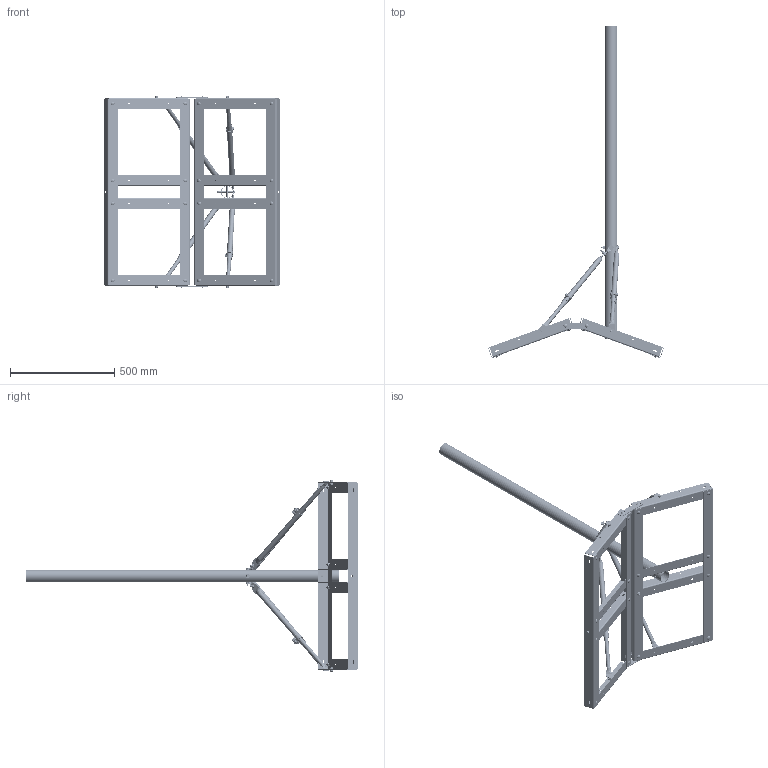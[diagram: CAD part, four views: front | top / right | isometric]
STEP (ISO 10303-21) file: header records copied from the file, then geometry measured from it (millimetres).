
FILE_DESCRIPTION (( 'STEP AP214' ), '1' );
FILE_NAME ('FMPRM1_3D.step', '2023-01-20T18:28:27', ( '' ), ( '' ), 'SwSTEP 2.0', 'SolidWorks 2022', '' );
FILE_SCHEMA (( 'AUTOMOTIVE_DESIGN' ));
Length unit declared in the file: inch
Products named in the file (26): Mounting Base^FMPRM1; Mast Pole^FMPRM1; 5_16-18x3_4 HH Screw^FMPRM1; 5_16-18 Washer^FMPRM1; 12x3_4 Metal Tek Screw^FMPRM1; 5_16-18x3_4 Round FH Square Screw^Mounting Base_FMPRM1; Link Bracket^FMPRM1; 5_16-18 Nylon Nut^Adjustable Rod_FMPRM1; 5_16-18 Nylon Nut^FMPRM1; Mounting Base Long^Mounting Base_FMPRM1; Adjustable Rod Arm Bend^FMPRM1; FMPRM1_3D; 5_16-18x3-1_8in HH Cap Screw^FMPRM1; Part2^Adjustable Rod_FMPRM1; Copy of Screw^FMPRM1; 5_16-18 Washer^Mounting Base_FMPRM1; Part3^Adjustable Rod_FMPRM1; 5_16-18x3_4 Round FH Square Screw^FMPRM1; Mounting Base Short^Mounting Base_FMPRM1; Screw^Adjustable Rod_FMPRM1; Clamp^FMPRM1; Adjustable Rod Arm^FMPRM1; Adjustable Rod^FMPRM1; Support Plate^FMPRM1; Part4^Adjustable Rod_FMPRM1; 5_16-18 Nylon Nut^Mounting Base_FMPRM1
Assembly tree (101 placements, depth 3):
  FMPRM1_3D
    Mast Pole^FMPRM1
    Mounting Base^FMPRM1  x2
      Mounting Base Long^Mounting Base_FMPRM1
      Mounting Base Short^Mounting Base_FMPRM1
      5_16-18 Washer^Mounting Base_FMPRM1
      5_16-18 Nylon Nut^Mounting Base_FMPRM1
      5_16-18x3_4 Round FH Square Screw^Mounting Base_FMPRM1
    Support Plate^FMPRM1  x2
    Adjustable Rod^FMPRM1  x2
      Part2^Adjustable Rod_FMPRM1
      Part3^Adjustable Rod_FMPRM1
      Part4^Adjustable Rod_FMPRM1
      5_16-18 Nylon Nut^Adjustable Rod_FMPRM1
      Screw^Adjustable Rod_FMPRM1
    5_16-18x3-1_8in HH Cap Screw^FMPRM1  x3
    5_16-18x3_4 Round FH Square Screw^FMPRM1  x4
    5_16-18 Washer^FMPRM1  x18
    5_16-18 Nylon Nut^FMPRM1  x15
    5_16-18x3_4 HH Screw^FMPRM1  x4
    Copy of Screw^FMPRM1  x4
    12x3_4 Metal Tek Screw^FMPRM1  x3
    Link Bracket^FMPRM1  x2
    Adjustable Rod Arm^FMPRM1  x2
    Adjustable Rod Arm Bend^FMPRM1  x2
    Clamp^FMPRM1  x2
Bounding box: 841.5 x 1589.49 x 923.82 mm (x, y, z)
Volume: 2801548.1 mm3; surface area: 2417377.2 mm2
Topology: 165 solids, 165 shells, 5844 faces, 14796 edges, 9399 vertices
Faces by surface type: cylinder 2286, plane 1470, cone 733, bspline 626, torus 510, sphere 219
Entity records: 69818 total; most frequent: CARTESIAN_POINT 41109, ORIENTED_EDGE 6170, DIRECTION 5215, EDGE_CURVE 3085, AXIS2_PLACEMENT_3D 2003, VERTEX_POINT 1964, EDGE_LOOP 1301, VECTOR 1209
